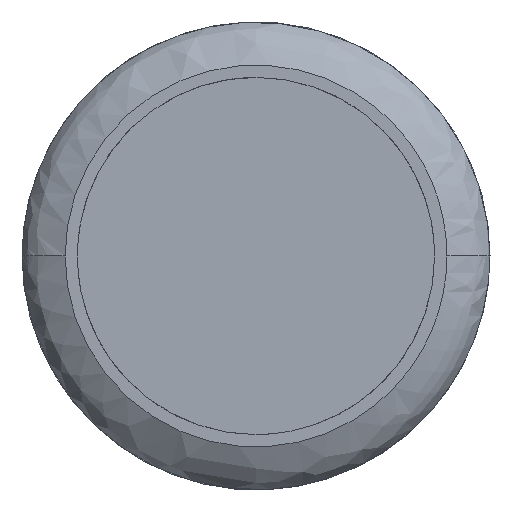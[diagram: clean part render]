
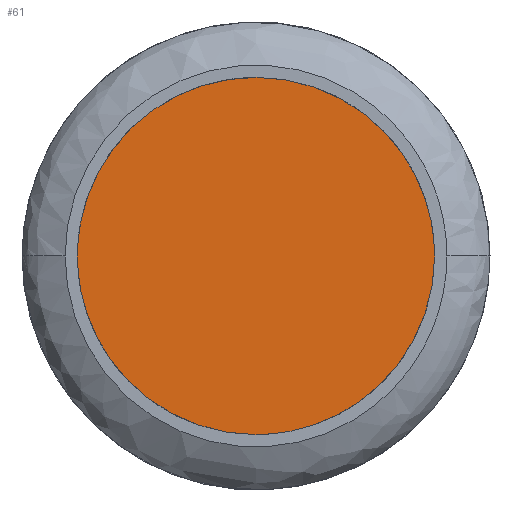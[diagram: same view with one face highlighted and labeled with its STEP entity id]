
A CAD part, left-side view. The second image highlights one B-rep face of the part: STEP entity #61.
In plain terms, the highlighted planar face has unit normal (-1, 0, 0).
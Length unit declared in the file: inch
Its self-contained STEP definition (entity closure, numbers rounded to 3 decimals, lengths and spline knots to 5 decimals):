
#61=ADVANCED_FACE($,(#134),#805,.T.);
#134=FACE_OUTER_BOUND($,#209,.T.);
#209=EDGE_LOOP($,(#407,#408,#409,#410));
#407=ORIENTED_EDGE($,*,*,#633,.F.);
#408=ORIENTED_EDGE($,*,*,#640,.T.);
#409=ORIENTED_EDGE($,*,*,#628,.F.);
#410=ORIENTED_EDGE($,*,*,#631,.F.);
#628=EDGE_CURVE($,#756,#757,#956,.T.);
#631=EDGE_CURVE($,#758,#756,#959,.T.);
#633=EDGE_CURVE($,#759,#758,#961,.T.);
#640=EDGE_CURVE($,#759,#757,#887,.T.);
#756=VERTEX_POINT($,#2999);
#757=VERTEX_POINT($,#3000);
#758=VERTEX_POINT($,#3001);
#759=VERTEX_POINT($,#3002);
#805=PLANE($,#1124);
#887=B_SPLINE_CURVE_WITH_KNOTS($,3,(#2068,#2069,#2070,#2071,#2072,#2073,
#2074,#2075,#2076,#2077,#2078,#2079,#2080,#2081,#2082,#2083,#2084,#2085,
#2086,#2087,#2088,#2089,#2090,#2091,#2092,#2093),.UNSPECIFIED.,.F.,.F.,(4,
2,2,2,2,2,2,2,2,2,2,2,4),(-113.88273,-107.36177,-100.62114,
-93.6801,-86.56273,-71.90806,-56.94137,
-41.97467,-27.32,-20.20263,-13.2616,-6.52096,
0.),.UNSPECIFIED.);
#956=(
BOUNDED_CURVE()
B_SPLINE_CURVE(2,(#2039,#2040,#2041),.UNSPECIFIED.,.F.,.F.)
B_SPLINE_CURVE_WITH_KNOTS((3,3),(113.88273,227.76547),.UNSPECIFIED.)
CURVE()
GEOMETRIC_REPRESENTATION_ITEM()
RATIONAL_B_SPLINE_CURVE((1.,0.707,1.))
REPRESENTATION_ITEM($)
);
#959=(
BOUNDED_CURVE()
B_SPLINE_CURVE(2,(#2046,#2047,#2048),.UNSPECIFIED.,.F.,.F.)
B_SPLINE_CURVE_WITH_KNOTS((3,3),(0.,113.88273),.UNSPECIFIED.)
CURVE()
GEOMETRIC_REPRESENTATION_ITEM()
RATIONAL_B_SPLINE_CURVE((1.,0.707,1.))
REPRESENTATION_ITEM($)
);
#961=(
BOUNDED_CURVE()
B_SPLINE_CURVE(2,(#2051,#2052,#2053),.UNSPECIFIED.,.F.,.F.)
B_SPLINE_CURVE_WITH_KNOTS((3,3),(113.88273,227.76547),.UNSPECIFIED.)
CURVE()
GEOMETRIC_REPRESENTATION_ITEM()
RATIONAL_B_SPLINE_CURVE((1.,0.707,1.))
REPRESENTATION_ITEM($)
);
#1124=AXIS2_PLACEMENT_3D($,#2679,#1134,$);
#1134=DIRECTION($,(-1.,0.,0.));
#2039=CARTESIAN_POINT($,(0.,0.,-114.47368));
#2040=CARTESIAN_POINT($,(0.,114.47368,-114.47368));
#2041=CARTESIAN_POINT($,(0.,114.47368,0.));
#2046=CARTESIAN_POINT($,(0.,-114.47368,0.));
#2047=CARTESIAN_POINT($,(0.,-114.47368,-114.47368));
#2048=CARTESIAN_POINT($,(0.,0.,-114.47368));
#2051=CARTESIAN_POINT($,(0.,0.,114.47368));
#2052=CARTESIAN_POINT($,(0.,-114.47368,114.47368));
#2053=CARTESIAN_POINT($,(0.,-114.47368,0.));
#2068=CARTESIAN_POINT($,(0.,0.,114.47368));
#2069=CARTESIAN_POINT($,(0.,3.43406,114.47368));
#2070=CARTESIAN_POINT($,(0.,6.8658,114.31919));
#2071=CARTESIAN_POINT($,(0.,13.82135,113.69167));
#2072=CARTESIAN_POINT($,(0.,17.33951,113.20851));
#2073=CARTESIAN_POINT($,(0.,24.42423,111.89746));
#2074=CARTESIAN_POINT($,(0.,27.9842,111.06066));
#2075=CARTESIAN_POINT($,(0.,35.10182,109.02355));
#2076=CARTESIAN_POINT($,(0.,38.65219,107.81596));
#2077=CARTESIAN_POINT($,(0.,49.31272,103.59555));
#2078=CARTESIAN_POINT($,(0.,56.18168,100.037));
#2079=CARTESIAN_POINT($,(0.,69.23809,91.501));
#2080=CARTESIAN_POINT($,(0.,75.37189,86.51834));
#2081=CARTESIAN_POINT($,(0.,86.51834,75.37189));
#2082=CARTESIAN_POINT($,(0.,91.501,69.23809));
#2083=CARTESIAN_POINT($,(0.,100.037,56.18168));
#2084=CARTESIAN_POINT($,(0.,103.59555,49.31272));
#2085=CARTESIAN_POINT($,(0.,107.81596,38.65219));
#2086=CARTESIAN_POINT($,(0.,109.02355,35.10182));
#2087=CARTESIAN_POINT($,(0.,111.06066,27.9842));
#2088=CARTESIAN_POINT($,(0.,111.89746,24.42423));
#2089=CARTESIAN_POINT($,(0.,113.20851,17.33951));
#2090=CARTESIAN_POINT($,(0.,113.69167,13.82135));
#2091=CARTESIAN_POINT($,(0.,114.31919,6.8658));
#2092=CARTESIAN_POINT($,(0.,114.47368,3.43406));
#2093=CARTESIAN_POINT($,(0.,114.47368,0.));
#2679=CARTESIAN_POINT($,(0.,116.76316,-116.76316));
#2999=CARTESIAN_POINT($,(0.,0.,-114.47368));
#3000=CARTESIAN_POINT($,(0.,114.47368,0.));
#3001=CARTESIAN_POINT($,(0.,-114.47368,0.));
#3002=CARTESIAN_POINT($,(0.,0.,114.47368));
